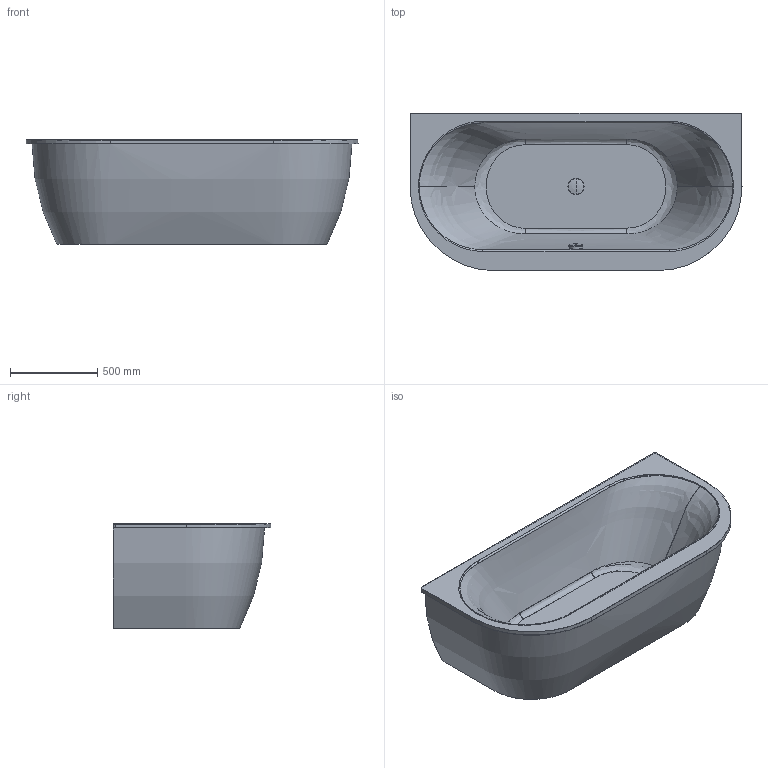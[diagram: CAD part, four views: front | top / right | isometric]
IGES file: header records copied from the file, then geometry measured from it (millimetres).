
Global section: file name: No Iges File Name specified; native system: Autodesk Inventor 2011; preprocessor: AutoDesk Inventor Iges Exporter R2011; author: Administrator; date: 20110518.205651; units: millimetre
Bounding box: 1900.06 x 900.21 x 600.17 mm (x, y, z)
Volume: 32885753.4 mm3; surface area: 9312880.8 mm2
Topology: 4 solids, 4 shells, 114 faces, 332 edges, 226 vertices
Faces by surface type: plane 32, bspline 30, cylinder 20, revolution 18, torus 10, cone 4
